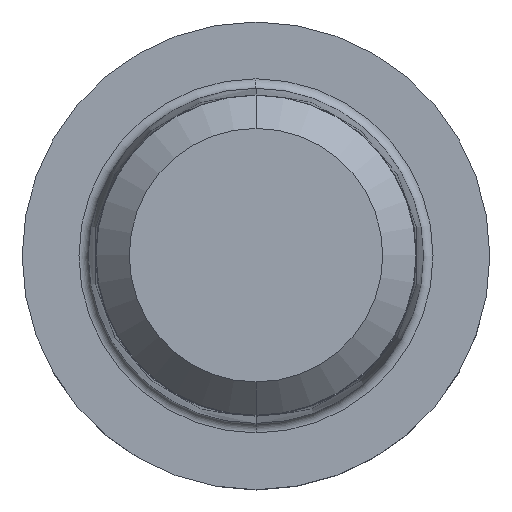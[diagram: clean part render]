
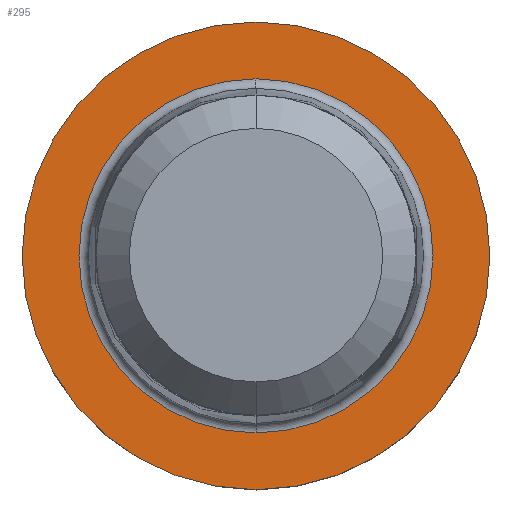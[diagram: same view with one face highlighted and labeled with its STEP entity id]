
A CAD part, top view. The second image highlights one B-rep face of the part: STEP entity #295.
In plain terms, the highlighted planar face has unit normal (0, 0, 1).
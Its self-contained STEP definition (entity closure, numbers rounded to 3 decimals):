
#243=VERTEX_POINT('',#584);
#259=VERTEX_POINT('',#603);
#269=VERTEX_POINT('',#616);
#295=ADVANCED_FACE('',(#647,#648),#649,.T.);
#303=EDGE_CURVE('',#471,#243,#657,.T.);
#433=EDGE_CURVE('',#269,#259,#802,.T.);
#471=VERTEX_POINT('',#845);
#487=EDGE_CURVE('',#243,#471,#863,.T.);
#491=EDGE_CURVE('',#259,#269,#867,.T.);
#584=CARTESIAN_POINT('',(0.,-7.42,0.01));
#603=CARTESIAN_POINT('',(0.,-9.8,0.01));
#616=CARTESIAN_POINT('',(0.0,9.8,0.01));
#647=FACE_OUTER_BOUND('',#1046,.T.);
#648=FACE_BOUND('',#1047,.T.);
#649=PLANE('',#1048);
#657=CIRCLE('',#1057,7.42);
#802=CIRCLE('',#1244,9.8);
#845=CARTESIAN_POINT('',(0.0,7.42,0.01));
#863=CIRCLE('',#1323,7.42);
#867=CIRCLE('',#1328,9.8);
#1046=EDGE_LOOP('',(#1520,#1521));
#1047=EDGE_LOOP('',(#1522,#1523));
#1048=AXIS2_PLACEMENT_3D('',#1524,#1525,#1526);
#1057=AXIS2_PLACEMENT_3D('',#1527,#1528,#1529);
#1244=AXIS2_PLACEMENT_3D('',#1717,#1718,#1719);
#1323=AXIS2_PLACEMENT_3D('',#1799,#1800,#1801);
#1328=AXIS2_PLACEMENT_3D('',#1802,#1803,#1804);
#1520=ORIENTED_EDGE('',*,*,#433,.F.);
#1521=ORIENTED_EDGE('',*,*,#491,.F.);
#1522=ORIENTED_EDGE('',*,*,#303,.T.);
#1523=ORIENTED_EDGE('',*,*,#487,.T.);
#1524=CARTESIAN_POINT('',(0.0,4.9,0.01));
#1525=DIRECTION('',(-0.0,0.0,1.0));
#1526=DIRECTION('',(0.0,-1.0,0.0));
#1527=CARTESIAN_POINT('',(0.0,0.0,0.01));
#1528=DIRECTION('',(0.0,0.0,-1.0));
#1529=DIRECTION('',(0.0,1.0,0.0));
#1717=CARTESIAN_POINT('',(0.0,0.0,0.01));
#1718=DIRECTION('',(0.0,0.0,-1.0));
#1719=DIRECTION('',(0.0,1.0,0.0));
#1799=CARTESIAN_POINT('',(0.0,0.0,0.01));
#1800=DIRECTION('',(0.0,0.0,-1.0));
#1801=DIRECTION('',(0.0,1.0,0.0));
#1802=CARTESIAN_POINT('',(0.0,0.0,0.01));
#1803=DIRECTION('',(0.0,0.0,-1.0));
#1804=DIRECTION('',(0.0,1.0,0.0));
